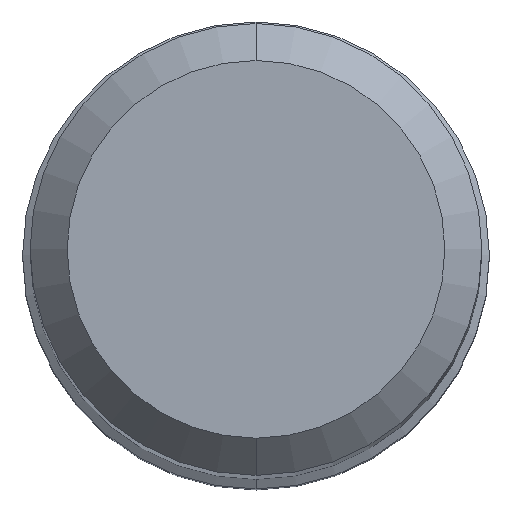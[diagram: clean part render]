
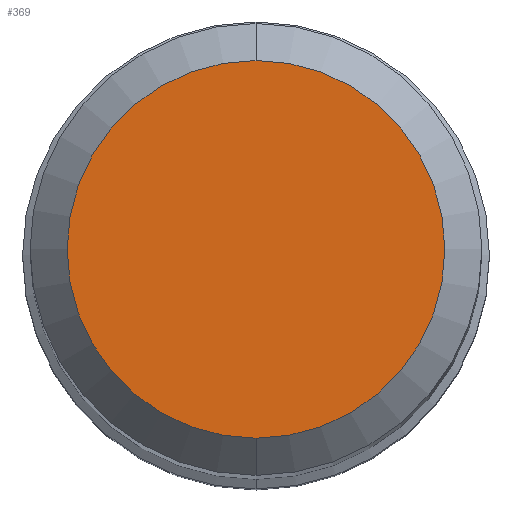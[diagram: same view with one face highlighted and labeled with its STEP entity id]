
A CAD part, top view. The second image highlights one B-rep face of the part: STEP entity #369.
In plain terms, the highlighted planar face has unit normal (0, 0, 1).
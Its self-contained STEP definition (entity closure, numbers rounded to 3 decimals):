
#369=ADVANCED_FACE('',(#776),#777,.T.);
#463=EDGE_CURVE('',#535,#473,#877,.T.);
#473=VERTEX_POINT('',#891);
#501=EDGE_CURVE('',#473,#535,#922,.T.);
#535=VERTEX_POINT('',#958);
#776=FACE_OUTER_BOUND('',#1368,.T.);
#777=PLANE('',#1369);
#877=CIRCLE('',#1572,4.045);
#891=CARTESIAN_POINT('',(0.0,4.045,0.0));
#922=CIRCLE('',#1654,4.045);
#958=CARTESIAN_POINT('',(0.,-4.045,0.0));
#1368=EDGE_LOOP('',(#2013,#2014));
#1369=AXIS2_PLACEMENT_3D('',#2015,#2016,#2017);
#1572=AXIS2_PLACEMENT_3D('',#2104,#2105,#2106);
#1654=AXIS2_PLACEMENT_3D('',#2180,#2181,#2182);
#2013=ORIENTED_EDGE('',*,*,#501,.F.);
#2014=ORIENTED_EDGE('',*,*,#463,.F.);
#2015=CARTESIAN_POINT('',(0.0,2.022,0.0));
#2016=DIRECTION('',(-0.0,0.0,1.0));
#2017=DIRECTION('',(0.0,-1.0,0.0));
#2104=CARTESIAN_POINT('',(0.0,0.0,0.0));
#2105=DIRECTION('',(0.0,0.0,-1.0));
#2106=DIRECTION('',(0.0,1.0,0.0));
#2180=CARTESIAN_POINT('',(0.0,0.0,0.0));
#2181=DIRECTION('',(0.0,0.0,-1.0));
#2182=DIRECTION('',(0.0,1.0,0.0));
